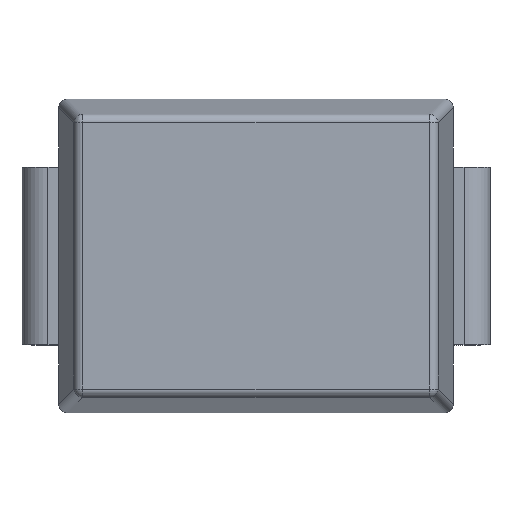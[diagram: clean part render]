
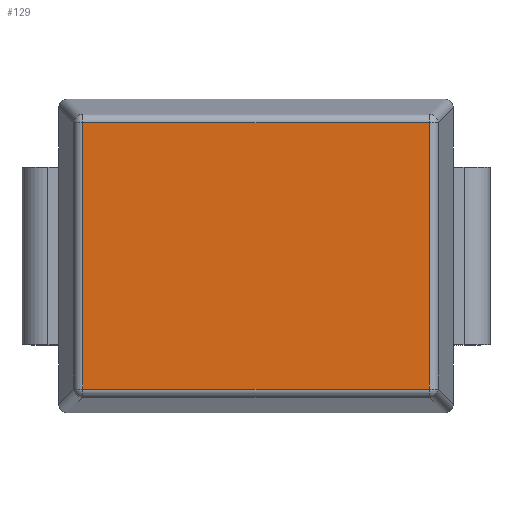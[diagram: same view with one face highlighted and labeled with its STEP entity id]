
A CAD part, top view. The second image highlights one B-rep face of the part: STEP entity #129.
In plain terms, the highlighted planar face has unit normal (0, 0, 1).
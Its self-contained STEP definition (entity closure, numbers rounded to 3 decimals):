
#129 = ADVANCED_FACE ( 'NONE', ( #3251 ), #981, .T. ) ;
#369 = EDGE_CURVE ( 'NONE', #3275, #490, #1539, .T. ) ;
#490 = VERTEX_POINT ( 'NONE', #5280 ) ;
#660 = VECTOR ( 'NONE', #3420, 1000. ) ;
#730 = CARTESIAN_POINT ( 'NONE',  ( 2.002, 1.62, 1.075 ) ) ;
#736 = LINE ( 'NONE', #3366, #660 ) ;
#790 = LINE ( 'NONE', #730, #5691 ) ;
#792 = ORIENTED_EDGE ( 'NONE', *, *, #2227, .T. ) ;
#981 = PLANE ( 'NONE',  #4558 ) ;
#1518 = VECTOR ( 'NONE', #5244, 1000. ) ;
#1539 = LINE ( 'NONE', #3438, #5078 ) ;
#1835 = EDGE_CURVE ( 'NONE', #490, #2082, #790, .T. ) ;
#1851 = ORIENTED_EDGE ( 'NONE', *, *, #369, .T. ) ;
#2082 = VERTEX_POINT ( 'NONE', #5633 ) ;
#2227 = EDGE_CURVE ( 'NONE', #4364, #3275, #736, .T. ) ;
#2329 = CARTESIAN_POINT ( 'NONE',  ( 0., 0., 1.075 ) ) ;
#2582 = DIRECTION ( 'NONE',  ( 0., 1., 0. ) ) ;
#2597 = EDGE_CURVE ( 'NONE', #2082, #4364, #5127, .T. ) ;
#2738 = DIRECTION ( 'NONE',  ( 1., 0., 0. ) ) ;
#3251 = FACE_OUTER_BOUND ( 'NONE', #4828, .T. ) ;
#3275 = VERTEX_POINT ( 'NONE', #5318 ) ;
#3366 = CARTESIAN_POINT ( 'NONE',  ( -2.002, -1.62, 1.075 ) ) ;
#3420 = DIRECTION ( 'NONE',  ( 0., -1., 0. ) ) ;
#3438 = CARTESIAN_POINT ( 'NONE',  ( 2.085, -1.537, 1.075 ) ) ;
#3454 = DIRECTION ( 'NONE',  ( 1., 0., 0. ) ) ;
#3670 = DIRECTION ( 'NONE',  ( 0., 0., 1. ) ) ;
#3680 = CARTESIAN_POINT ( 'NONE',  ( -2.002, 1.537, 1.075 ) ) ;
#3876 = CARTESIAN_POINT ( 'NONE',  ( -2.085, 1.537, 1.075 ) ) ;
#4364 = VERTEX_POINT ( 'NONE', #3680 ) ;
#4558 = AXIS2_PLACEMENT_3D ( 'NONE', #2329, #3670, #2738 ) ;
#4703 = ORIENTED_EDGE ( 'NONE', *, *, #2597, .T. ) ;
#4828 = EDGE_LOOP ( 'NONE', ( #4703, #792, #1851, #5325 ) ) ;
#5078 = VECTOR ( 'NONE', #3454, 1000. ) ;
#5127 = LINE ( 'NONE', #3876, #1518 ) ;
#5244 = DIRECTION ( 'NONE',  ( -1., 0., 0. ) ) ;
#5280 = CARTESIAN_POINT ( 'NONE',  ( 2.002, -1.537, 1.075 ) ) ;
#5318 = CARTESIAN_POINT ( 'NONE',  ( -2.002, -1.537, 1.075 ) ) ;
#5325 = ORIENTED_EDGE ( 'NONE', *, *, #1835, .T. ) ;
#5633 = CARTESIAN_POINT ( 'NONE',  ( 2.002, 1.537, 1.075 ) ) ;
#5691 = VECTOR ( 'NONE', #2582, 1000. ) ;
